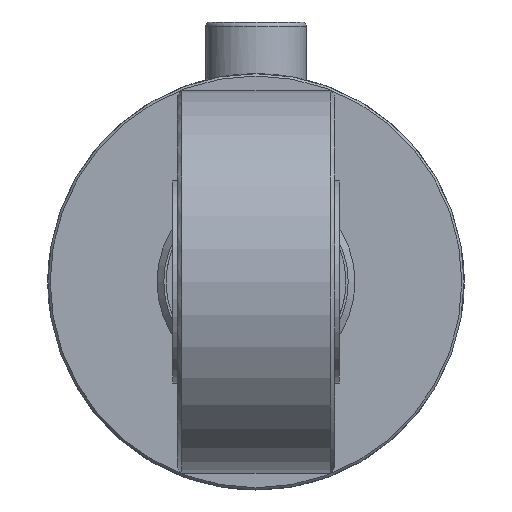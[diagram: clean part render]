
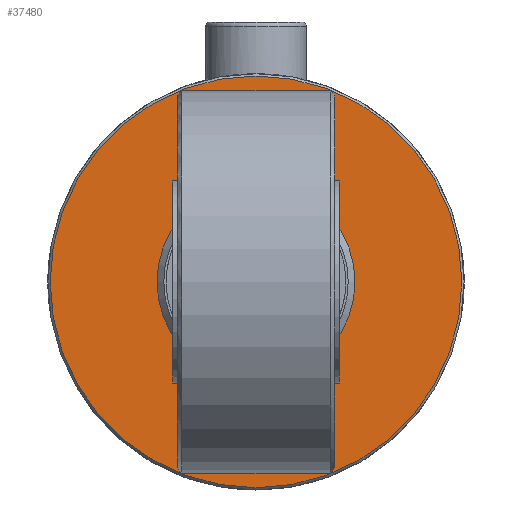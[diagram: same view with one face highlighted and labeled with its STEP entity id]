
A CAD part, front view. The second image highlights one B-rep face of the part: STEP entity #37480.
In plain terms, the highlighted planar face has unit normal (0, -1, 0).
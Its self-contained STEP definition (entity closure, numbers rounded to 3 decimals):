
#37446=CARTESIAN_POINT('',(0.,-338.,91.5));
#37447=VERTEX_POINT('',#37446);
#37448=CARTESIAN_POINT('',(0.0,-338.,0.));
#37449=DIRECTION('',(0.0,1.0,0.0));
#37450=DIRECTION('',(0.0,0.0,-1.0));
#37451=AXIS2_PLACEMENT_3D('',#37448,#37449,#37450);
#37452=CIRCLE('',#37451,91.5);
#37453=EDGE_CURVE('',#37447,#37447,#37452,.T.);
#37461=CARTESIAN_POINT('',(0.0,-338.,68.25));
#37462=DIRECTION('',(0.0,-1.0,0.0));
#37463=DIRECTION('',(0.0,0.0,-1.0));
#37464=AXIS2_PLACEMENT_3D('',#37461,#37462,#37463);
#37465=PLANE('',#37464);
#37466=ORIENTED_EDGE('',*,*,#37453,.F.);
#37467=EDGE_LOOP('',(#37466));
#37468=FACE_OUTER_BOUND('',#37467,.T.);
#37469=CARTESIAN_POINT('',(0.0,-338.,44.));
#37470=VERTEX_POINT('',#37469);
#37471=CARTESIAN_POINT('',(0.0,-338.,0.));
#37472=DIRECTION('',(0.0,1.0,0.0));
#37473=DIRECTION('',(0.0,0.0,1.0));
#37474=AXIS2_PLACEMENT_3D('',#37471,#37472,#37473);
#37475=CIRCLE('',#37474,44.);
#37476=EDGE_CURVE('',#37470,#37470,#37475,.T.);
#37477=ORIENTED_EDGE('',*,*,#37476,.T.);
#37478=EDGE_LOOP('',(#37477));
#37479=FACE_BOUND('',#37478,.T.);
#37480=ADVANCED_FACE('',(#37468,#37479),#37465,.T.);
